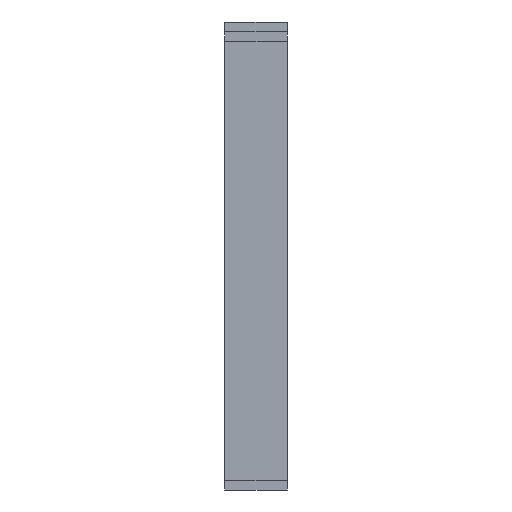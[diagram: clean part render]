
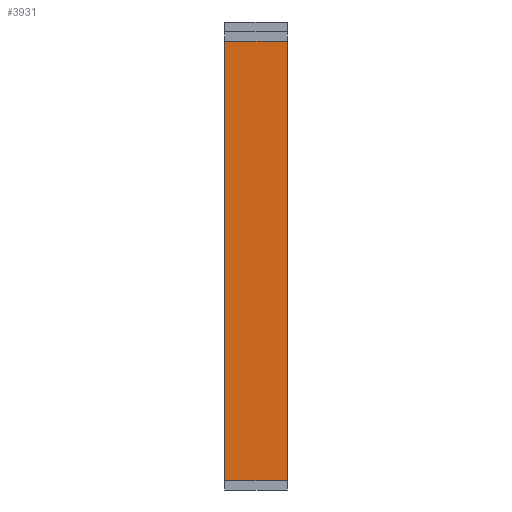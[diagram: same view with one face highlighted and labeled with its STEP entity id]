
A CAD part, left-side view. The second image highlights one B-rep face of the part: STEP entity #3931.
In plain terms, the highlighted planar face has unit normal (-1, 0, 0).
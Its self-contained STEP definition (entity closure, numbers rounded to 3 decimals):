
#175=LINE('',#6281,#432);
#203=LINE('',#6377,#460);
#217=LINE('',#6427,#474);
#218=LINE('',#6428,#475);
#432=VECTOR('',#5160,10.);
#460=VECTOR('',#5256,10.);
#474=VECTOR('',#5330,10.);
#475=VECTOR('',#5331,10.);
#884=FACE_OUTER_BOUND('',#1211,.T.);
#1211=EDGE_LOOP('',(#2942,#2943,#2944,#2945));
#1722=VERTEX_POINT('',#6261);
#1728=VERTEX_POINT('',#6279);
#1759=VERTEX_POINT('',#6364);
#1762=VERTEX_POINT('',#6376);
#2119=EDGE_CURVE('',#1728,#1722,#175,.T.);
#2167=EDGE_CURVE('',#1762,#1759,#203,.T.);
#2187=EDGE_CURVE('',#1722,#1759,#217,.T.);
#2188=EDGE_CURVE('',#1728,#1762,#218,.T.);
#2942=ORIENTED_EDGE('',*,*,#2167,.T.);
#2943=ORIENTED_EDGE('',*,*,#2187,.F.);
#2944=ORIENTED_EDGE('',*,*,#2119,.F.);
#2945=ORIENTED_EDGE('',*,*,#2188,.T.);
#3446=PLANE('',#4388);
#3931=ADVANCED_FACE('',(#884),#3446,.T.);
#4388=AXIS2_PLACEMENT_3D('',#6426,#5328,#5329);
#5160=DIRECTION('',(0.,-1.,0.));
#5256=DIRECTION('',(0.,-1.,0.));
#5328=DIRECTION('center_axis',(-1.,0.,0.));
#5329=DIRECTION('ref_axis',(0.,0.,1.));
#5330=DIRECTION('',(0.,0.,-1.));
#5331=DIRECTION('',(0.,0.,-1.));
#6261=CARTESIAN_POINT('',(0.,-20.,287.));
#6279=CARTESIAN_POINT('',(0.,20.,287.));
#6281=CARTESIAN_POINT('',(0.,10.,287.));
#6364=CARTESIAN_POINT('',(0.,-20.,6.));
#6376=CARTESIAN_POINT('',(0.,20.,6.));
#6377=CARTESIAN_POINT('',(0.,10.,6.));
#6426=CARTESIAN_POINT('Origin',(0.,20.,287.));
#6427=CARTESIAN_POINT('',(0.,-20.,287.));
#6428=CARTESIAN_POINT('',(0.,20.,287.));
